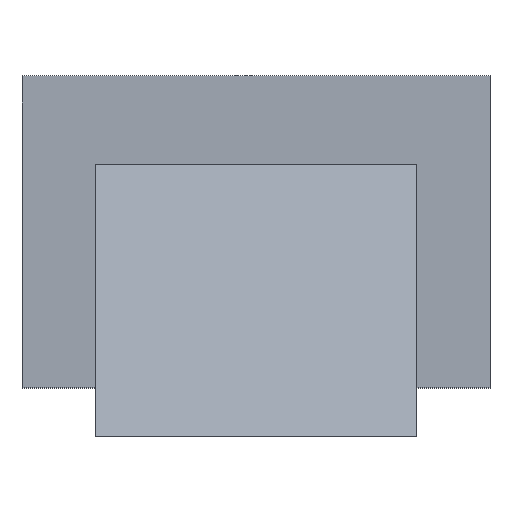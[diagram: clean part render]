
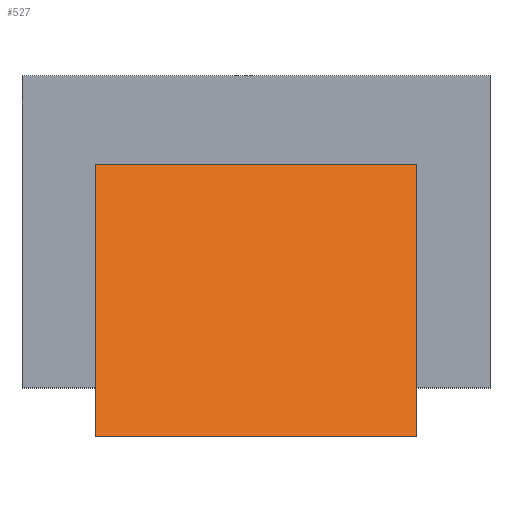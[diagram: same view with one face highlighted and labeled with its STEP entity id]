
A CAD part, top view. The second image highlights one B-rep face of the part: STEP entity #527.
In plain terms, the highlighted planar face has unit normal (0, 0.342, 0.94).
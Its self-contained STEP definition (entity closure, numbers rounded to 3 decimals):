
#48=ORIENTED_EDGE('',*,*,#180,.T.);
#49=ORIENTED_EDGE('',*,*,#181,.F.);
#50=ORIENTED_EDGE('',*,*,#182,.F.);
#51=ORIENTED_EDGE('',*,*,#183,.T.);
#180=EDGE_CURVE('',#248,#249,#300,.T.);
#181=EDGE_CURVE('',#250,#249,#301,.F.);
#182=EDGE_CURVE('',#251,#250,#302,.T.);
#183=EDGE_CURVE('',#251,#248,#303,.T.);
#248=VERTEX_POINT('',#761);
#249=VERTEX_POINT('',#762);
#250=VERTEX_POINT('',#764);
#251=VERTEX_POINT('',#766);
#300=LINE('',#760,#372);
#301=LINE('',#763,#373);
#302=LINE('',#765,#374);
#303=LINE('',#767,#375);
#372=VECTOR('',#624,1000.);
#373=VECTOR('',#625,1000.);
#374=VECTOR('',#626,1000.);
#375=VECTOR('',#627,1000.);
#435=EDGE_LOOP('',(#48,#49,#50,#51));
#467=FACE_BOUND('',#435,.T.);
#498=PLANE('',#569);
#527=ADVANCED_FACE('',(#467),#498,.F.);
#569=AXIS2_PLACEMENT_3D('',#759,#622,#623);
#622=DIRECTION('',(0.,-0.342,-0.94));
#623=DIRECTION('',(0.,0.94,-0.342));
#624=DIRECTION('',(0.,-0.94,0.342));
#625=DIRECTION('',(1.,0.,0.));
#626=DIRECTION('',(0.,-0.94,0.342));
#627=DIRECTION('',(-1.,0.,0.));
#759=CARTESIAN_POINT('',(75.,30.,828.));
#760=CARTESIAN_POINT('',(-75.,30.,828.));
#761=CARTESIAN_POINT('',(-75.,30.,828.));
#762=CARTESIAN_POINT('',(-75.,-97.,874.224));
#763=CARTESIAN_POINT('',(-75.,-97.,874.224));
#764=CARTESIAN_POINT('',(75.,-97.,874.224));
#765=CARTESIAN_POINT('',(75.,30.,828.));
#766=CARTESIAN_POINT('',(75.,30.,828.));
#767=CARTESIAN_POINT('',(75.,30.,828.));
